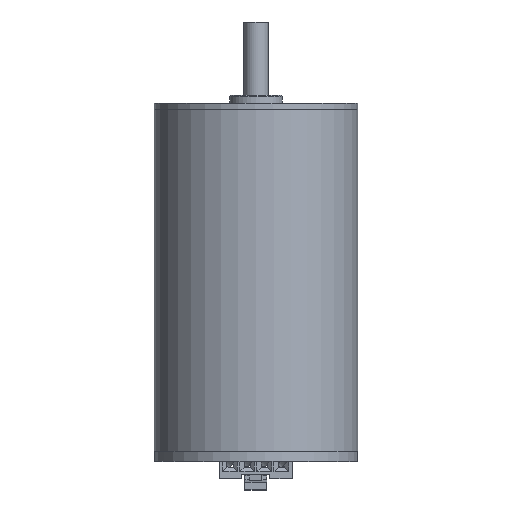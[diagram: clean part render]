
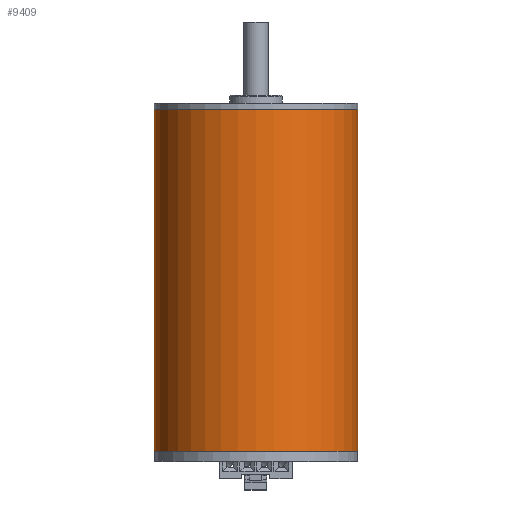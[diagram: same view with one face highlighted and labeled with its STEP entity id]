
A CAD part, top view. The second image highlights one B-rep face of the part: STEP entity #9409.
In plain terms, the highlighted cylindrical face has radius 25 mm (diameter 50 mm), a full revolution.
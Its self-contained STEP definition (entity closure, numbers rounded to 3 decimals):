
#2216 = EDGE_CURVE ( 'NONE', #6647, #6647, #14647, .T. ) ;
#2341 = CARTESIAN_POINT ( 'NONE',  ( 0., 84., 0. ) ) ;
#2449 = DIRECTION ( 'NONE',  ( 0., -1., 0. ) ) ;
#4908 = EDGE_CURVE ( 'NONE', #7290, #7290, #21475, .T. ) ;
#4917 = FACE_OUTER_BOUND ( 'NONE', #9779, .T. ) ;
#6549 = FACE_OUTER_BOUND ( 'NONE', #10176, .T. ) ;
#6647 = VERTEX_POINT ( 'NONE', #18356 ) ;
#7290 = VERTEX_POINT ( 'NONE', #17039 ) ;
#8368 = AXIS2_PLACEMENT_3D ( 'NONE', #2341, #2449, #8997 ) ;
#8997 = DIRECTION ( 'NONE',  ( 0., 0., -1. ) ) ;
#9359 = DIRECTION ( 'NONE',  ( 0., -1., 0. ) ) ;
#9409 = ADVANCED_FACE ( 'NONE', ( #4917, #6549 ), #16715, .T. ) ;
#9683 = CARTESIAN_POINT ( 'NONE',  ( 0., 0., 0. ) ) ;
#9779 = EDGE_LOOP ( 'NONE', ( #10183 ) ) ;
#10037 = DIRECTION ( 'NONE',  ( 0., -1., 0. ) ) ;
#10176 = EDGE_LOOP ( 'NONE', ( #19587 ) ) ;
#10183 = ORIENTED_EDGE ( 'NONE', *, *, #2216, .T. ) ;
#11465 = DIRECTION ( 'NONE',  ( 0., 0., -1. ) ) ;
#12735 = AXIS2_PLACEMENT_3D ( 'NONE', #18043, #10037, #11465 ) ;
#13065 = DIRECTION ( 'NONE',  ( 0., 0., -1. ) ) ;
#14647 = CIRCLE ( 'NONE', #8368, 25. ) ;
#16715 = CYLINDRICAL_SURFACE ( 'NONE', #12735, 25. ) ;
#17039 = CARTESIAN_POINT ( 'NONE',  ( 0., 0., -25. ) ) ;
#18043 = CARTESIAN_POINT ( 'NONE',  ( 0., 0., 0. ) ) ;
#18356 = CARTESIAN_POINT ( 'NONE',  ( 0., 84., -25. ) ) ;
#19587 = ORIENTED_EDGE ( 'NONE', *, *, #4908, .F. ) ;
#20777 = AXIS2_PLACEMENT_3D ( 'NONE', #9683, #9359, #13065 ) ;
#21475 = CIRCLE ( 'NONE', #20777, 25. ) ;
